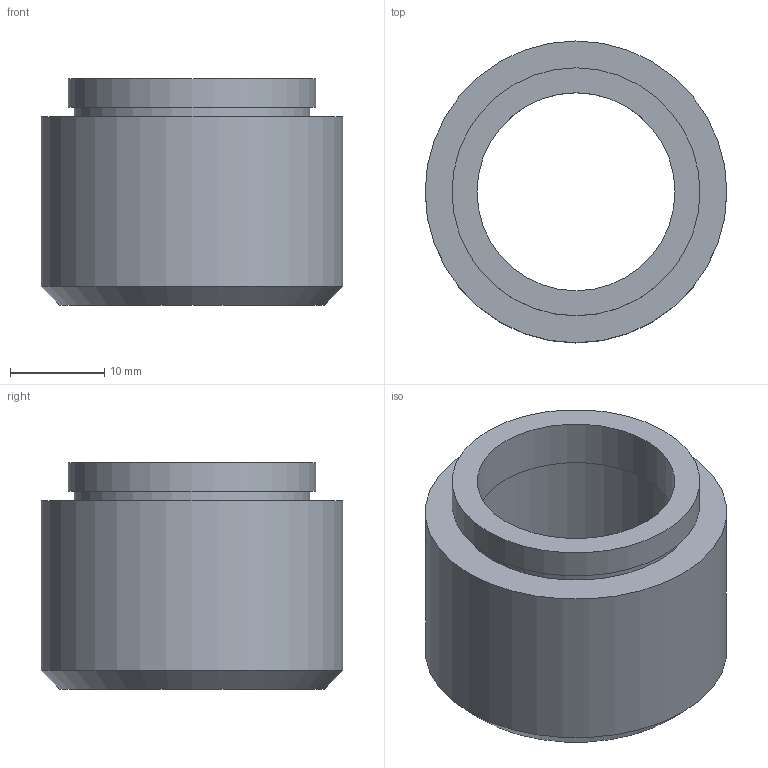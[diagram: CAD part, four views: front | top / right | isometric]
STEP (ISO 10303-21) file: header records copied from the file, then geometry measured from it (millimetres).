
FILE_DESCRIPTION(/* description */ (''),/* implementation_level */ '2;1');
FILE_NAME(/* name */ 'XYIND-SEAL-SM1.step',/* time_stamp */ '2022-05-12T11:28:19+03:00',/* author */ (''),/* organization */ (''),/* preprocessor_version */ 'ST-DEVELOPER v18.1',/* originating_system */ 'Autodesk Translation Framework v10.14.0.1471',/* authorisation */ '');
FILE_SCHEMA (('AUTOMOTIVE_DESIGN { 1 0 10303 214 3 1 1 }'));
Length unit declared in the file: millimetre
Products named in the file (2): XYIND-SEAL-SM1; XYIND-09-02
Assembly tree (1 placements, depth 2):
  XYIND-SEAL-SM1
    XYIND-09-02
Bounding box: 32 x 32 x 24 mm (x, y, z)
Volume: 8219.1 mm3; surface area: 6092.4 mm2
Topology: 1 solids, 1 shells, 17 faces, 30 edges, 20 vertices
Faces by surface type: cylinder 8, plane 7, torus 1, cone 1
Full cylindrical faces by diameter (mm): 21 x1, 23 x2, 25 x1, 26.3 x1, 28.7 x2, 32 x1
Entity records: 489 total; most frequent: DIRECTION 91, CARTESIAN_POINT 70, ORIENTED_EDGE 60, AXIS2_PLACEMENT_3D 41, EDGE_CURVE 30, EDGE_LOOP 24, CIRCLE 21, VERTEX_POINT 20
